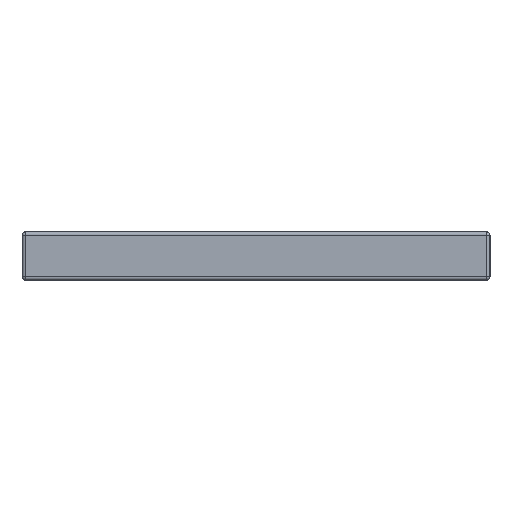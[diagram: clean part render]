
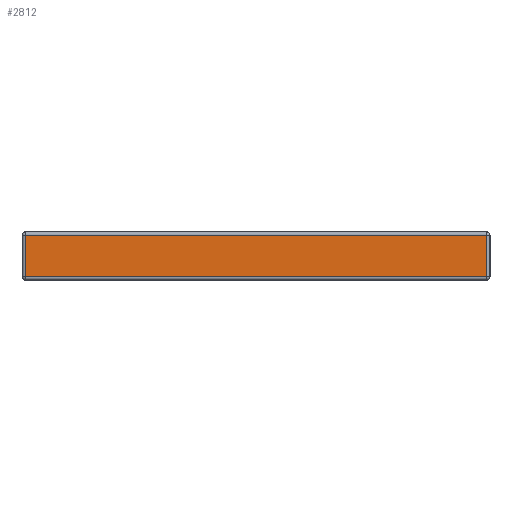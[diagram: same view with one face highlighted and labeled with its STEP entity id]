
A CAD part, left-side view. The second image highlights one B-rep face of the part: STEP entity #2812.
In plain terms, the highlighted planar face has unit normal (-1, 0, 0).
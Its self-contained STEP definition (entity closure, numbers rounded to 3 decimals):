
#326 = CYLINDRICAL_SURFACE('',#327,1.);
#327 = AXIS2_PLACEMENT_3D('',#328,#329,#330);
#328 = CARTESIAN_POINT('',(-171.102,74.235,0.));
#329 = DIRECTION('',(0.,0.,1.));
#330 = DIRECTION('',(0.,1.,0.));
#1113 = VERTEX_POINT('',#1114);
#1114 = CARTESIAN_POINT('',(-172.102,74.235,1.));
#1134 = EDGE_CURVE('',#1113,#1135,#1137,.T.);
#1135 = VERTEX_POINT('',#1136);
#1136 = CARTESIAN_POINT('',(-172.102,74.235,14.5));
#1137 = SURFACE_CURVE('',#1138,(#1142,#1149),.PCURVE_S1.);
#1138 = LINE('',#1139,#1140);
#1139 = CARTESIAN_POINT('',(-172.102,74.235,0.));
#1140 = VECTOR('',#1141,1.);
#1141 = DIRECTION('',(0.,0.,1.));
#1142 = PCURVE('',#326,#1143);
#1143 = DEFINITIONAL_REPRESENTATION('',(#1144),#1148);
#1144 = LINE('',#1145,#1146);
#1145 = CARTESIAN_POINT('',(1.571,0.));
#1146 = VECTOR('',#1147,1.);
#1147 = DIRECTION('',(0.,1.));
#1148 = ( GEOMETRIC_REPRESENTATION_CONTEXT(2) 
PARAMETRIC_REPRESENTATION_CONTEXT() REPRESENTATION_CONTEXT('2D SPACE',''
  ) );
#1149 = PCURVE('',#1150,#1155);
#1150 = PLANE('',#1151);
#1151 = AXIS2_PLACEMENT_3D('',#1152,#1153,#1154);
#1152 = CARTESIAN_POINT('',(-172.102,75.235,0.));
#1153 = DIRECTION('',(-1.,0.,0.));
#1154 = DIRECTION('',(0.,0.,1.));
#1155 = DEFINITIONAL_REPRESENTATION('',(#1156),#1160);
#1156 = LINE('',#1157,#1158);
#1157 = CARTESIAN_POINT('',(0.,-1.));
#1158 = VECTOR('',#1159,1.);
#1159 = DIRECTION('',(1.,0.));
#1160 = ( GEOMETRIC_REPRESENTATION_CONTEXT(2) 
PARAMETRIC_REPRESENTATION_CONTEXT() REPRESENTATION_CONTEXT('2D SPACE',''
  ) );
#2070 = CYLINDRICAL_SURFACE('',#2071,1.);
#2071 = AXIS2_PLACEMENT_3D('',#2072,#2073,#2074);
#2072 = CARTESIAN_POINT('',(-171.102,75.235,1.));
#2073 = DIRECTION('',(0.,-1.,0.));
#2074 = DIRECTION('',(-0.,0.,-1.));
#2512 = CYLINDRICAL_SURFACE('',#2513,1.);
#2513 = AXIS2_PLACEMENT_3D('',#2514,#2515,#2516);
#2514 = CARTESIAN_POINT('',(-171.102,75.235,14.5));
#2515 = DIRECTION('',(0.,-1.,0.));
#2516 = DIRECTION('',(0.,0.,1.));
#2812 = ADVANCED_FACE('',(#2813),#1150,.T.);
#2813 = FACE_BOUND('',#2814,.T.);
#2814 = EDGE_LOOP('',(#2815,#2816,#2839,#2867));
#2815 = ORIENTED_EDGE('',*,*,#1134,.F.);
#2816 = ORIENTED_EDGE('',*,*,#2817,.T.);
#2817 = EDGE_CURVE('',#1113,#2818,#2820,.T.);
#2818 = VERTEX_POINT('',#2819);
#2819 = CARTESIAN_POINT('',(-172.102,-74.235,1.));
#2820 = SURFACE_CURVE('',#2821,(#2825,#2832),.PCURVE_S1.);
#2821 = LINE('',#2822,#2823);
#2822 = CARTESIAN_POINT('',(-172.102,75.235,1.));
#2823 = VECTOR('',#2824,1.);
#2824 = DIRECTION('',(0.,-1.,0.));
#2825 = PCURVE('',#1150,#2826);
#2826 = DEFINITIONAL_REPRESENTATION('',(#2827),#2831);
#2827 = LINE('',#2828,#2829);
#2828 = CARTESIAN_POINT('',(1.,0.));
#2829 = VECTOR('',#2830,1.);
#2830 = DIRECTION('',(0.,-1.));
#2831 = ( GEOMETRIC_REPRESENTATION_CONTEXT(2) 
PARAMETRIC_REPRESENTATION_CONTEXT() REPRESENTATION_CONTEXT('2D SPACE',''
  ) );
#2832 = PCURVE('',#2070,#2833);
#2833 = DEFINITIONAL_REPRESENTATION('',(#2834),#2838);
#2834 = LINE('',#2835,#2836);
#2835 = CARTESIAN_POINT('',(-1.571,0.));
#2836 = VECTOR('',#2837,1.);
#2837 = DIRECTION('',(-0.,1.));
#2838 = ( GEOMETRIC_REPRESENTATION_CONTEXT(2) 
PARAMETRIC_REPRESENTATION_CONTEXT() REPRESENTATION_CONTEXT('2D SPACE',''
  ) );
#2839 = ORIENTED_EDGE('',*,*,#2840,.T.);
#2840 = EDGE_CURVE('',#2818,#2841,#2843,.T.);
#2841 = VERTEX_POINT('',#2842);
#2842 = CARTESIAN_POINT('',(-172.102,-74.235,14.5));
#2843 = SURFACE_CURVE('',#2844,(#2848,#2855),.PCURVE_S1.);
#2844 = LINE('',#2845,#2846);
#2845 = CARTESIAN_POINT('',(-172.102,-74.235,0.));
#2846 = VECTOR('',#2847,1.);
#2847 = DIRECTION('',(0.,0.,1.));
#2848 = PCURVE('',#1150,#2849);
#2849 = DEFINITIONAL_REPRESENTATION('',(#2850),#2854);
#2850 = LINE('',#2851,#2852);
#2851 = CARTESIAN_POINT('',(0.,-149.47));
#2852 = VECTOR('',#2853,1.);
#2853 = DIRECTION('',(1.,0.));
#2854 = ( GEOMETRIC_REPRESENTATION_CONTEXT(2) 
PARAMETRIC_REPRESENTATION_CONTEXT() REPRESENTATION_CONTEXT('2D SPACE',''
  ) );
#2855 = PCURVE('',#2856,#2861);
#2856 = CYLINDRICAL_SURFACE('',#2857,1.);
#2857 = AXIS2_PLACEMENT_3D('',#2858,#2859,#2860);
#2858 = CARTESIAN_POINT('',(-171.102,-74.235,0.));
#2859 = DIRECTION('',(0.,0.,1.));
#2860 = DIRECTION('',(0.,-1.,0.));
#2861 = DEFINITIONAL_REPRESENTATION('',(#2862),#2866);
#2862 = LINE('',#2863,#2864);
#2863 = CARTESIAN_POINT('',(-1.571,0.));
#2864 = VECTOR('',#2865,1.);
#2865 = DIRECTION('',(-0.,1.));
#2866 = ( GEOMETRIC_REPRESENTATION_CONTEXT(2) 
PARAMETRIC_REPRESENTATION_CONTEXT() REPRESENTATION_CONTEXT('2D SPACE',''
  ) );
#2867 = ORIENTED_EDGE('',*,*,#2868,.F.);
#2868 = EDGE_CURVE('',#1135,#2841,#2869,.T.);
#2869 = SURFACE_CURVE('',#2870,(#2874,#2881),.PCURVE_S1.);
#2870 = LINE('',#2871,#2872);
#2871 = CARTESIAN_POINT('',(-172.102,75.235,14.5));
#2872 = VECTOR('',#2873,1.);
#2873 = DIRECTION('',(0.,-1.,0.));
#2874 = PCURVE('',#1150,#2875);
#2875 = DEFINITIONAL_REPRESENTATION('',(#2876),#2880);
#2876 = LINE('',#2877,#2878);
#2877 = CARTESIAN_POINT('',(14.5,0.));
#2878 = VECTOR('',#2879,1.);
#2879 = DIRECTION('',(0.,-1.));
#2880 = ( GEOMETRIC_REPRESENTATION_CONTEXT(2) 
PARAMETRIC_REPRESENTATION_CONTEXT() REPRESENTATION_CONTEXT('2D SPACE',''
  ) );
#2881 = PCURVE('',#2512,#2882);
#2882 = DEFINITIONAL_REPRESENTATION('',(#2883),#2887);
#2883 = LINE('',#2884,#2885);
#2884 = CARTESIAN_POINT('',(1.571,0.));
#2885 = VECTOR('',#2886,1.);
#2886 = DIRECTION('',(0.,1.));
#2887 = ( GEOMETRIC_REPRESENTATION_CONTEXT(2) 
PARAMETRIC_REPRESENTATION_CONTEXT() REPRESENTATION_CONTEXT('2D SPACE',''
  ) );
